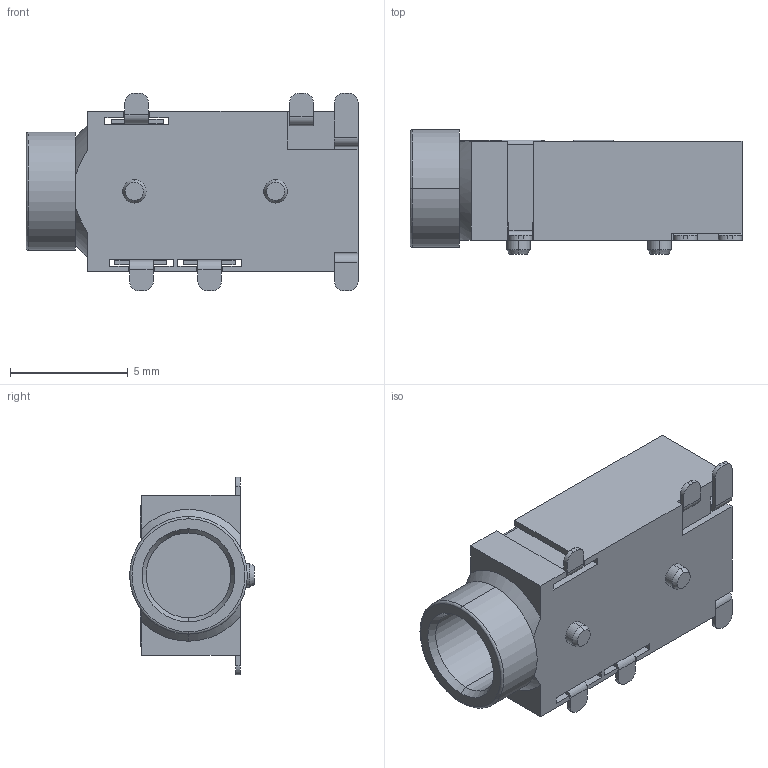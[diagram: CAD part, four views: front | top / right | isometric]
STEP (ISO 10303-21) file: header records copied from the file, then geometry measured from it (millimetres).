
FILE_DESCRIPTION (( 'STEP AP214' ), '1' );
FILE_NAME ('PJ-3701-SMT.STEP', '2022-09-03T18:11:04', ( '' ), ( '' ), 'SwSTEP 2.0', 'SolidWorks 2022', '' );
FILE_SCHEMA (( 'AUTOMOTIVE_DESIGN' ));
Length unit declared in the file: millimetre
Products named in the file (1): PJ-3701-SMT
Bounding box: 14.1 x 5.3 x 8.4 mm (x, y, z)
Volume: 234.5 mm3; surface area: 654.2 mm2
Topology: 3 solids, 3 shells, 220 faces, 604 edges, 398 vertices
Faces by surface type: plane 160, cylinder 49, cone 9, torus 2
Entity records: 8215 total; most frequent: CARTESIAN_POINT 1255, ORIENTED_EDGE 1208, DIRECTION 1148, EDGE_CURVE 604, LINE 486, VECTOR 486, VERTEX_POINT 398, AXIS2_PLACEMENT_3D 331
